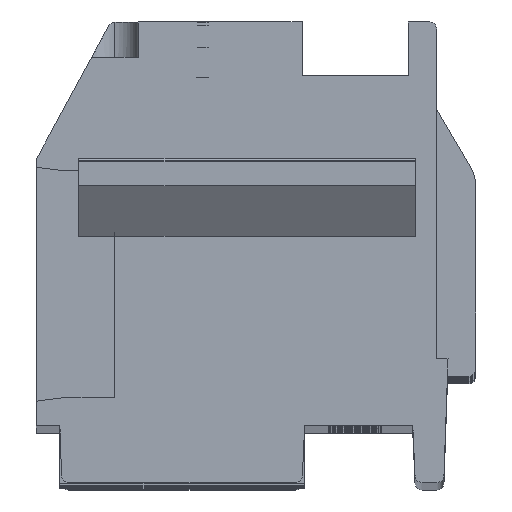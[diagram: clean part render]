
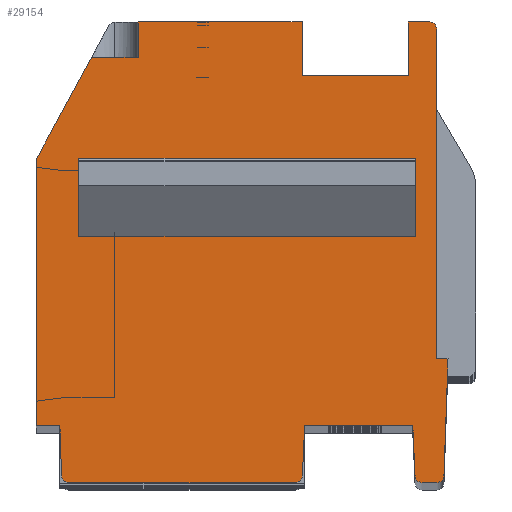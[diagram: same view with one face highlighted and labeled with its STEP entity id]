
A CAD part, top view. The second image highlights one B-rep face of the part: STEP entity #29154.
In plain terms, the highlighted planar face has unit normal (0, 0, 1).
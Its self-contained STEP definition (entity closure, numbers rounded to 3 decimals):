
#34=DIRECTION('',(0.,1.,0.));
#35=VECTOR('',#34,1.55);
#36=CARTESIAN_POINT('',(-5.188,0.15,117.5));
#37=LINE('',#36,#35);
#38=DIRECTION('',(-1.,0.,0.));
#39=VECTOR('',#38,9.5);
#40=CARTESIAN_POINT('',(4.312,0.15,117.5));
#41=LINE('',#40,#39);
#42=DIRECTION('',(0.,1.,0.));
#43=VECTOR('',#42,1.55);
#44=CARTESIAN_POINT('',(4.312,0.15,117.5));
#45=LINE('',#44,#43);
#46=DIRECTION('',(-1.,0.,0.));
#47=VECTOR('',#46,9.5);
#48=CARTESIAN_POINT('',(4.312,1.7,117.5));
#49=LINE('',#48,#47);
#50=DIRECTION('',(0.,-1.,0.));
#51=VECTOR('',#50,7.041);
#52=CARTESIAN_POINT('',(4.912,3.741,117.5));
#53=LINE('',#52,#51);
#54=DIRECTION('',(1.,0.,0.));
#55=VECTOR('',#54,0.32);
#56=CARTESIAN_POINT('',(4.912,-3.3,117.5));
#57=LINE('',#56,#55);
#58=DIRECTION('',(-0.035,-0.999,0.));
#59=VECTOR('',#58,0.502);
#60=CARTESIAN_POINT('',(5.232,-3.3,117.5));
#61=LINE('',#60,#59);
#62=DIRECTION('',(0.035,0.999,0.));
#63=VECTOR('',#62,2.807);
#64=CARTESIAN_POINT('',(5.116,-6.607,117.5));
#65=LINE('',#64,#63);
#66=CARTESIAN_POINT('',(4.916,-6.6,117.5));
#67=DIRECTION('',(0.,0.,-1.));
#68=DIRECTION('',(0.999,-0.035,0.));
#69=AXIS2_PLACEMENT_3D('',#66,#67,#68);
#71=DIRECTION('',(-1.,0.,0.));
#72=VECTOR('',#71,0.416);
#73=CARTESIAN_POINT('',(4.916,-6.8,117.5));
#74=LINE('',#73,#72);
#75=CARTESIAN_POINT('',(4.501,-6.6,117.5));
#76=DIRECTION('',(0.,0.,-1.));
#77=DIRECTION('',(0.,-1.,0.));
#78=AXIS2_PLACEMENT_3D('',#75,#76,#77);
#80=DIRECTION('',(-0.045,0.999,0.));
#81=VECTOR('',#80,1.411);
#82=CARTESIAN_POINT('',(4.301,-6.609,117.5));
#83=LINE('',#82,#81);
#84=DIRECTION('',(-1.,0.,0.));
#85=VECTOR('',#84,3.052);
#86=CARTESIAN_POINT('',(4.237,-5.2,117.5));
#87=LINE('',#86,#85);
#88=DIRECTION('',(0.045,0.999,0.));
#89=VECTOR('',#88,1.411);
#90=CARTESIAN_POINT('',(1.12,-6.609,117.5));
#91=LINE('',#90,#89);
#92=CARTESIAN_POINT('',(0.92,-6.6,117.5));
#93=DIRECTION('',(0.,0.,1.));
#94=DIRECTION('',(0.,-1.,0.));
#95=AXIS2_PLACEMENT_3D('',#92,#93,#94);
#97=DIRECTION('',(1.,0.,0.));
#98=VECTOR('',#97,6.396);
#99=CARTESIAN_POINT('',(-5.475,-6.8,117.5));
#100=LINE('',#99,#98);
#101=CARTESIAN_POINT('',(-5.475,-6.6,117.5));
#102=DIRECTION('',(0.,0.,1.));
#103=DIRECTION('',(-0.999,-0.035,0.));
#104=AXIS2_PLACEMENT_3D('',#101,#102,#103);
#106=DIRECTION('',(0.035,-0.999,0.));
#107=VECTOR('',#106,1.408);
#108=CARTESIAN_POINT('',(-5.724,-5.2,117.5));
#109=LINE('',#108,#107);
#110=DIRECTION('',(1.,0.,0.));
#111=VECTOR('',#110,0.664);
#112=CARTESIAN_POINT('',(-6.388,-5.2,117.5));
#113=LINE('',#112,#111);
#114=DIRECTION('',(0.,1.,0.));
#115=VECTOR('',#114,7.53);
#116=CARTESIAN_POINT('',(-6.388,-5.2,117.5));
#117=LINE('',#116,#115);
#118=DIRECTION('',(-0.477,-0.879,0.));
#119=VECTOR('',#118,3.266);
#120=CARTESIAN_POINT('',(-4.83,5.2,117.5));
#121=LINE('',#120,#119);
#122=DIRECTION('',(1.,0.,0.));
#123=VECTOR('',#122,1.316);
#124=CARTESIAN_POINT('',(-4.83,5.2,117.5));
#125=LINE('',#124,#123);
#126=DIRECTION('',(0.,1.,0.));
#127=VECTOR('',#126,1.);
#128=CARTESIAN_POINT('',(-3.514,5.2,117.5));
#129=LINE('',#128,#127);
#130=DIRECTION('',(-1.,0.,0.));
#131=VECTOR('',#130,4.626);
#132=CARTESIAN_POINT('',(1.112,6.2,117.5));
#133=LINE('',#132,#131);
#134=DIRECTION('',(0.,-1.,0.));
#135=VECTOR('',#134,1.5);
#136=CARTESIAN_POINT('',(1.112,6.2,117.5));
#137=LINE('',#136,#135);
#138=DIRECTION('',(1.,0.,0.));
#139=VECTOR('',#138,3.);
#140=CARTESIAN_POINT('',(1.112,4.7,117.5));
#141=LINE('',#140,#139);
#142=DIRECTION('',(0.,-1.,0.));
#143=VECTOR('',#142,1.5);
#144=CARTESIAN_POINT('',(4.112,6.2,117.5));
#145=LINE('',#144,#143);
#146=DIRECTION('',(-1.,0.,0.));
#147=VECTOR('',#146,0.6);
#148=CARTESIAN_POINT('',(4.712,6.2,117.5));
#149=LINE('',#148,#147);
#150=CARTESIAN_POINT('',(4.712,6.,117.5));
#151=DIRECTION('',(0.,0.,1.));
#152=DIRECTION('',(1.,0.,0.));
#153=AXIS2_PLACEMENT_3D('',#150,#151,#152);
#155=DIRECTION('',(0.,1.,0.));
#156=VECTOR('',#155,2.259);
#157=CARTESIAN_POINT('',(4.912,3.741,117.5));
#158=LINE('',#157,#156);
#22762=CARTESIAN_POINT('',(4.916,-6.8,117.5));
#22763=CARTESIAN_POINT('',(4.501,-6.8,117.5));
#22764=VERTEX_POINT('',#22762);
#22765=VERTEX_POINT('',#22763);
#22766=CARTESIAN_POINT('',(5.116,-6.607,117.5));
#22767=VERTEX_POINT('',#22766);
#22768=CARTESIAN_POINT('',(-6.388,-5.2,117.5));
#22769=CARTESIAN_POINT('',(-6.388,2.33,117.5));
#22770=VERTEX_POINT('',#22768);
#22771=VERTEX_POINT('',#22769);
#22772=CARTESIAN_POINT('',(4.301,-6.609,117.5));
#22773=CARTESIAN_POINT('',(4.237,-5.2,117.5));
#22774=VERTEX_POINT('',#22772);
#22775=VERTEX_POINT('',#22773);
#22809=CARTESIAN_POINT('',(-4.83,5.2,117.5));
#22810=CARTESIAN_POINT('',(-3.514,5.2,117.5));
#22811=VERTEX_POINT('',#22809);
#22812=VERTEX_POINT('',#22810);
#22813=CARTESIAN_POINT('',(-3.514,6.2,117.5));
#22814=VERTEX_POINT('',#22813);
#22860=CARTESIAN_POINT('',(-5.188,0.15,117.5));
#22861=CARTESIAN_POINT('',(-5.188,1.7,117.5));
#22862=VERTEX_POINT('',#22860);
#22863=VERTEX_POINT('',#22861);
#22864=CARTESIAN_POINT('',(4.312,0.15,117.5));
#22865=CARTESIAN_POINT('',(4.312,1.7,117.5));
#22866=VERTEX_POINT('',#22864);
#22867=VERTEX_POINT('',#22865);
#22920=CARTESIAN_POINT('',(4.912,6.,117.5));
#22921=CARTESIAN_POINT('',(4.712,6.2,117.5));
#22922=VERTEX_POINT('',#22920);
#22923=VERTEX_POINT('',#22921);
#23069=CARTESIAN_POINT('',(4.112,6.2,117.5));
#23070=CARTESIAN_POINT('',(4.112,4.7,117.5));
#23071=VERTEX_POINT('',#23069);
#23072=VERTEX_POINT('',#23070);
#23073=CARTESIAN_POINT('',(1.112,6.2,117.5));
#23074=CARTESIAN_POINT('',(1.112,4.7,117.5));
#23075=VERTEX_POINT('',#23073);
#23076=VERTEX_POINT('',#23074);
#23147=CARTESIAN_POINT('',(-5.675,-6.607,117.5));
#23148=CARTESIAN_POINT('',(-5.475,-6.8,117.5));
#23149=VERTEX_POINT('',#23147);
#23150=VERTEX_POINT('',#23148);
#23151=CARTESIAN_POINT('',(0.92,-6.8,117.5));
#23152=VERTEX_POINT('',#23151);
#23153=CARTESIAN_POINT('',(1.12,-6.609,117.5));
#23154=VERTEX_POINT('',#23153);
#23163=CARTESIAN_POINT('',(1.184,-5.2,117.5));
#23165=VERTEX_POINT('',#23163);
#23169=CARTESIAN_POINT('',(-5.724,-5.2,117.5));
#23170=VERTEX_POINT('',#23169);
#29077=CARTESIAN_POINT('',(4.912,3.741,117.5));
#29078=CARTESIAN_POINT('',(4.912,-3.3,117.5));
#29079=VERTEX_POINT('',#29077);
#29080=VERTEX_POINT('',#29078);
#29081=CARTESIAN_POINT('',(5.232,-3.3,117.5));
#29082=VERTEX_POINT('',#29081);
#29083=CARTESIAN_POINT('',(5.214,-3.802,117.5));
#29084=VERTEX_POINT('',#29083);
#29085=CARTESIAN_POINT('',(0.,0.,117.5));
#29086=DIRECTION('',(0.,0.,1.));
#29087=DIRECTION('',(1.,0.,0.));
#29088=AXIS2_PLACEMENT_3D('',#29085,#29086,#29087);
#29089=PLANE('',#29088);
#29091=ORIENTED_EDGE('',*,*,#29090,.T.);
#29093=ORIENTED_EDGE('',*,*,#29092,.T.);
#29095=ORIENTED_EDGE('',*,*,#29094,.T.);
#29097=ORIENTED_EDGE('',*,*,#29096,.F.);
#29099=ORIENTED_EDGE('',*,*,#29098,.T.);
#29101=ORIENTED_EDGE('',*,*,#29100,.T.);
#29103=ORIENTED_EDGE('',*,*,#29102,.T.);
#29105=ORIENTED_EDGE('',*,*,#29104,.T.);
#29107=ORIENTED_EDGE('',*,*,#29106,.T.);
#29109=ORIENTED_EDGE('',*,*,#29108,.F.);
#29111=ORIENTED_EDGE('',*,*,#29110,.F.);
#29113=ORIENTED_EDGE('',*,*,#29112,.F.);
#29115=ORIENTED_EDGE('',*,*,#29114,.F.);
#29117=ORIENTED_EDGE('',*,*,#29116,.F.);
#29119=ORIENTED_EDGE('',*,*,#29118,.F.);
#29121=ORIENTED_EDGE('',*,*,#29120,.T.);
#29123=ORIENTED_EDGE('',*,*,#29122,.F.);
#29125=ORIENTED_EDGE('',*,*,#29124,.T.);
#29127=ORIENTED_EDGE('',*,*,#29126,.T.);
#29129=ORIENTED_EDGE('',*,*,#29128,.F.);
#29131=ORIENTED_EDGE('',*,*,#29130,.T.);
#29133=ORIENTED_EDGE('',*,*,#29132,.T.);
#29135=ORIENTED_EDGE('',*,*,#29134,.F.);
#29137=ORIENTED_EDGE('',*,*,#29136,.F.);
#29139=ORIENTED_EDGE('',*,*,#29138,.F.);
#29141=ORIENTED_EDGE('',*,*,#29140,.F.);
#29142=EDGE_LOOP('',(#29091,#29093,#29095,#29097,#29099,#29101,#29103,#29105,
#29107,#29109,#29111,#29113,#29115,#29117,#29119,#29121,#29123,#29125,#29127,
#29129,#29131,#29133,#29135,#29137,#29139,#29141));
#29143=FACE_OUTER_BOUND('',#29142,.F.);
#29145=ORIENTED_EDGE('',*,*,#29144,.F.);
#29147=ORIENTED_EDGE('',*,*,#29146,.F.);
#29149=ORIENTED_EDGE('',*,*,#29148,.T.);
#29151=ORIENTED_EDGE('',*,*,#29150,.T.);
#29152=EDGE_LOOP('',(#29145,#29147,#29149,#29151));
#29153=FACE_BOUND('',#29152,.F.);
#70=CIRCLE('',#69,0.2);
#79=CIRCLE('',#78,0.2);
#96=CIRCLE('',#95,0.2);
#105=CIRCLE('',#104,0.2);
#154=CIRCLE('',#153,0.2);
#29090=EDGE_CURVE('',#29079,#29080,#53,.T.);
#29092=EDGE_CURVE('',#29080,#29082,#57,.T.);
#29094=EDGE_CURVE('',#29082,#29084,#61,.T.);
#29096=EDGE_CURVE('',#22767,#29084,#65,.T.);
#29098=EDGE_CURVE('',#22767,#22764,#70,.T.);
#29100=EDGE_CURVE('',#22764,#22765,#74,.T.);
#29102=EDGE_CURVE('',#22765,#22774,#79,.T.);
#29104=EDGE_CURVE('',#22774,#22775,#83,.T.);
#29106=EDGE_CURVE('',#22775,#23165,#87,.T.);
#29108=EDGE_CURVE('',#23154,#23165,#91,.T.);
#29110=EDGE_CURVE('',#23152,#23154,#96,.T.);
#29112=EDGE_CURVE('',#23150,#23152,#100,.T.);
#29114=EDGE_CURVE('',#23149,#23150,#105,.T.);
#29116=EDGE_CURVE('',#23170,#23149,#109,.T.);
#29118=EDGE_CURVE('',#22770,#23170,#113,.T.);
#29120=EDGE_CURVE('',#22770,#22771,#117,.T.);
#29122=EDGE_CURVE('',#22811,#22771,#121,.T.);
#29124=EDGE_CURVE('',#22811,#22812,#125,.T.);
#29126=EDGE_CURVE('',#22812,#22814,#129,.T.);
#29128=EDGE_CURVE('',#23075,#22814,#133,.T.);
#29130=EDGE_CURVE('',#23075,#23076,#137,.T.);
#29132=EDGE_CURVE('',#23076,#23072,#141,.T.);
#29134=EDGE_CURVE('',#23071,#23072,#145,.T.);
#29136=EDGE_CURVE('',#22923,#23071,#149,.T.);
#29138=EDGE_CURVE('',#22922,#22923,#154,.T.);
#29140=EDGE_CURVE('',#29079,#22922,#158,.T.);
#29144=EDGE_CURVE('',#22862,#22863,#37,.T.);
#29146=EDGE_CURVE('',#22866,#22862,#41,.T.);
#29148=EDGE_CURVE('',#22866,#22867,#45,.T.);
#29150=EDGE_CURVE('',#22867,#22863,#49,.T.);
#29154=ADVANCED_FACE('',(#29143,#29153),#29089,.T.);
